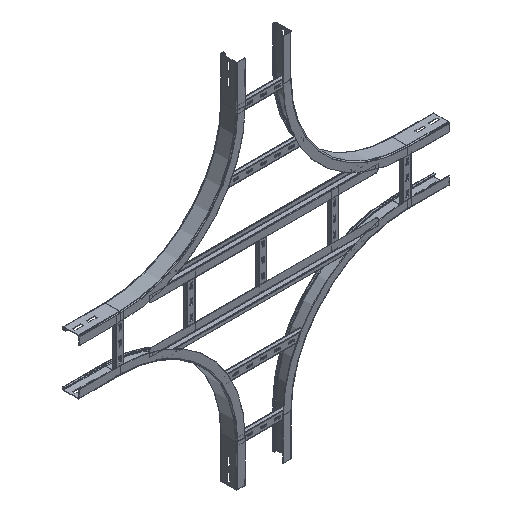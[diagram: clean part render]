
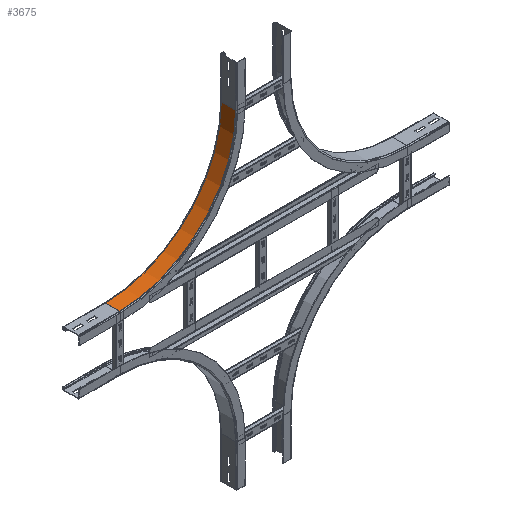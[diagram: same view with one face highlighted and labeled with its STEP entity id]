
A CAD part, isometric view. The second image highlights one B-rep face of the part: STEP entity #3675.
In plain terms, the highlighted cylindrical face has radius 420 mm (diameter 840 mm), a partial arc.
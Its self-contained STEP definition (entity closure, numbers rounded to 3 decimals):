
#152=CIRCLE('',#4006,420.);
#154=CIRCLE('',#4009,420.);
#240=CYLINDRICAL_SURFACE('',#4008,420.);
#316=FACE_OUTER_BOUND('',#546,.T.);
#546=EDGE_LOOP('',(#2598,#2599,#2600,#2601));
#820=LINE('',#5518,#1238);
#850=LINE('',#5597,#1268);
#1238=VECTOR('',#4411,10.);
#1268=VECTOR('',#4491,10.);
#1642=VERTEX_POINT('',#5511);
#1644=VERTEX_POINT('',#5517);
#1667=VERTEX_POINT('',#5591);
#1668=VERTEX_POINT('',#5595);
#1968=EDGE_CURVE('',#1642,#1644,#820,.T.);
#2005=EDGE_CURVE('',#1667,#1642,#152,.T.);
#2007=EDGE_CURVE('',#1668,#1644,#154,.T.);
#2008=EDGE_CURVE('',#1667,#1668,#850,.T.);
#2598=ORIENTED_EDGE('',*,*,#1968,.T.);
#2599=ORIENTED_EDGE('',*,*,#2007,.F.);
#2600=ORIENTED_EDGE('',*,*,#2008,.F.);
#2601=ORIENTED_EDGE('',*,*,#2005,.T.);
#3675=ADVANCED_FACE('',(#316),#240,.F.);
#4006=AXIS2_PLACEMENT_3D('',#5592,#4483,#4484);
#4008=AXIS2_PLACEMENT_3D('',#5594,#4487,#4488);
#4009=AXIS2_PLACEMENT_3D('',#5596,#4489,#4490);
#4411=DIRECTION('',(0.,1.,0.));
#4483=DIRECTION('center_axis',(0.,-1.,0.));
#4484=DIRECTION('ref_axis',(-1.,0.,0.));
#4487=DIRECTION('center_axis',(0.,-1.,0.));
#4488=DIRECTION('ref_axis',(-1.,0.,0.));
#4489=DIRECTION('center_axis',(0.,-1.,0.));
#4490=DIRECTION('ref_axis',(-1.,0.,0.));
#4491=DIRECTION('',(0.,1.,0.));
#5511=CARTESIAN_POINT('',(451.,4.,-420.));
#5517=CARTESIAN_POINT('',(451.,56.,-420.));
#5518=CARTESIAN_POINT('',(451.,56.,-420.));
#5591=CARTESIAN_POINT('',(31.,4.,0.));
#5592=CARTESIAN_POINT('Origin',(451.,4.,0.));
#5594=CARTESIAN_POINT('Origin',(451.,25.911,0.));
#5595=CARTESIAN_POINT('',(31.,56.,0.));
#5596=CARTESIAN_POINT('Origin',(451.,56.,0.));
#5597=CARTESIAN_POINT('',(31.,-27.524,0.));
